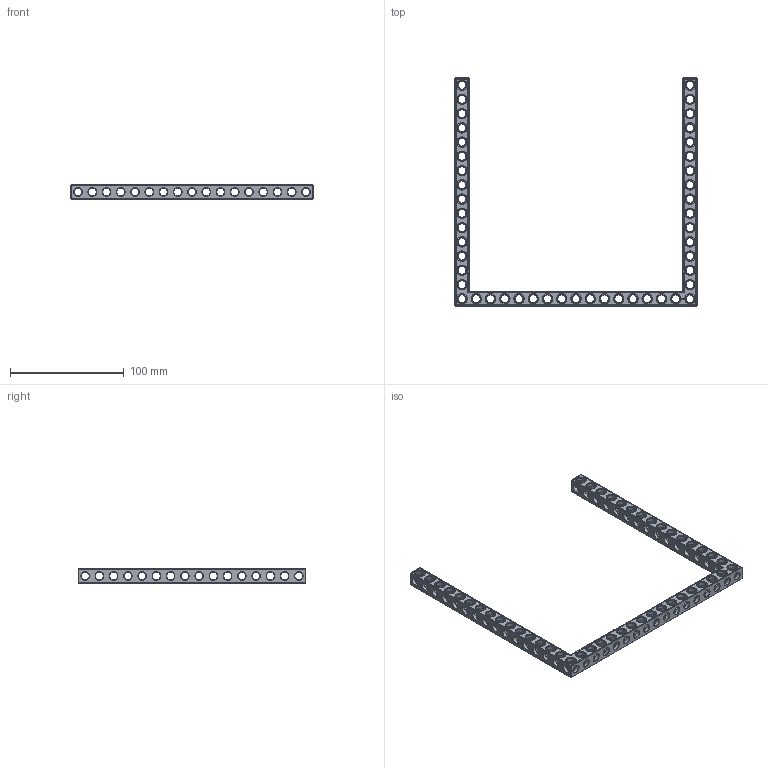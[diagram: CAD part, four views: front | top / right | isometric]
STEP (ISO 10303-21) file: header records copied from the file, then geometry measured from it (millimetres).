
FILE_DESCRIPTION(('FreeCAD Model'),'2;1');
FILE_NAME('Open CASCADE Shape Model','2022-03-06T17:44:45',('Author'),( ''),'Open CASCADE STEP processor 7.5','FreeCAD','Unknown');
FILE_SCHEMA(('AUTOMOTIVE_DESIGN { 1 0 10303 214 1 1 1 1 }'));
Products named in the file (1): Beam AGD ESS USH SYM BU17x16x01 - SPN-BEM-0589 (stemfie.org)
Bounding box: 212.5 x 200 x 12.5 mm (x, y, z)
Volume: 45924.2 mm3; surface area: 40958.1 mm2
Topology: 1 solids, 1 shells, 1083 faces, 3345 edges, 2158 vertices
Faces by surface type: plane 416, cylinder 283, extrusion 194, cone 190
Full cylindrical faces by diameter (mm): 6.98 x34, 7 x202, 9.2 x47
Entity records: 241455 total; most frequent: CARTESIAN_POINT 179538, DIRECTION 9933, ORIENTED_EDGE 6690, PCURVE 6690, DEFINITIONAL_REPRESENTATION 6690, VECTOR 5952, LINE 5758, EDGE_CURVE 3345
